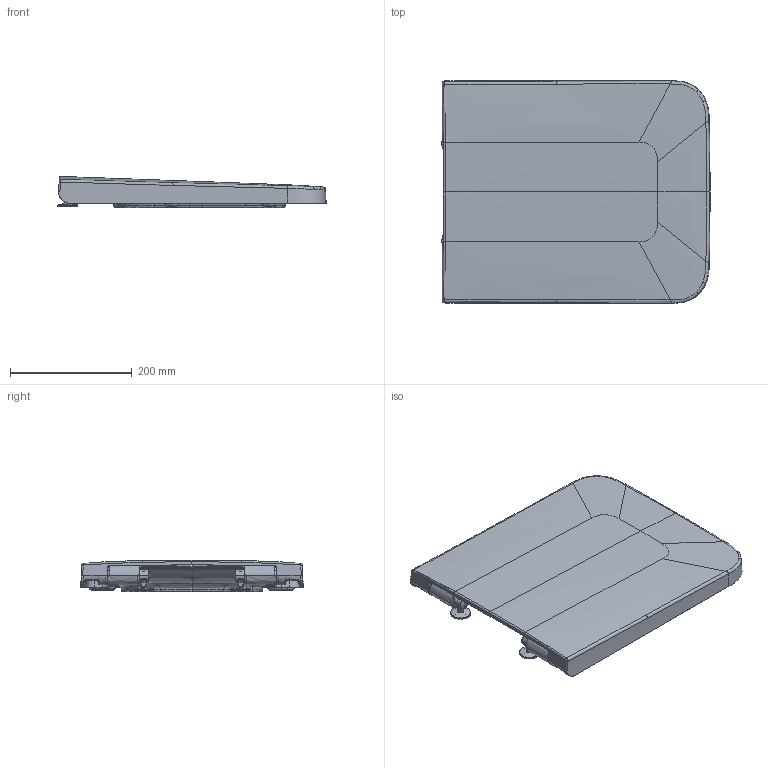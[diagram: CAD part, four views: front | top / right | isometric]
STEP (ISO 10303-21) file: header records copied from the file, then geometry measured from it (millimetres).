
FILE_DESCRIPTION(('3DEXPERIENCE STEP','CAx-IF Rec.Pracs.--- Model Styling and Organization---1.5--- 2016-08-15','CAx-IF Rec.Pracs.---Supplemental Geometry---1.0---2011-11-01','CAx-IF Rec.Pracs.--- Composite Materials ---3.4---2017-06-13','CAx-IF Rec.Pracs.---Tessellated 3D Geometry---1.0---2015-12-17'),'2;1');
FILE_NAME('prd-HG-00134518.stp','2024-04-22T11:26:18+00:00',('none'),('none'),'3DEXPERIENCE Platform3DEXPERIENCE R2023x HotFix 5','3DEXPERIENCE Platform STEP AP242 v2','none');
FILE_SCHEMA(('AP242_MANAGED_MODEL_BASED_3D_ENGINEERING_MIM_LF {1 0 10303 442 1 1 4}'));
Products named in the file (13): P-2_HG_EluPura_Or_Q_WC_Sitz_m_SC_QR; P-2_Cover_Buffer_Hamberger; P-2_WC_Deckel_EluPura_Original_Q; P-2_WC_Sitz_EluPura_Original_Q; P-2_Fixpin_Scharnier_Set_C0102G; P-2_Befestigungs_Set_Hamberger_CER; P-2_Bef_Set_Pin_Hamberger_CER; P-2_Bef_Set_Rosette_Hamberger_CER; P-2_Bef_Set_Dichtung_Hamberger_CER; P-2_Daempfer_Set_RD_1,5Nm_3,25Nm; P-2_Daempfer_D20_R_V05; Verschlusskappe 408385; P-2_Buffer_Hamberger_CEREMEA
Assembly tree (19 placements, depth 4):
  P-2_HG_EluPura_Or_Q_WC_Sitz_m_SC_QR
    P-2_Cover_Buffer_Hamberger  x2
    P-2_WC_Deckel_EluPura_Original_Q
    P-2_WC_Sitz_EluPura_Original_Q
    P-2_Fixpin_Scharnier_Set_C0102G
      P-2_Befestigungs_Set_Hamberger_CER  x2
        P-2_Bef_Set_Pin_Hamberger_CER
        P-2_Bef_Set_Rosette_Hamberger_CER
        P-2_Bef_Set_Dichtung_Hamberger_CER
    P-2_Daempfer_Set_RD_1,5Nm_3,25Nm
      P-2_Daempfer_D20_R_V05  x2
      Verschlusskappe 408385  x2
    P-2_Buffer_Hamberger_CEREMEA  x4
Bounding box: 441.91 x 366.1 x 51.2 mm (x, y, z)
Volume: 1537093.9 mm3; surface area: 635166.9 mm2
Topology: 22 solids, 22 shells, 1272 faces, 3403 edges, 2161 vertices
Faces by surface type: bspline 1024, plane 116, cone 48, cylinder 46, torus 30, sphere 8
Entity records: 69807 total; most frequent: CARTESIAN_POINT 52104, ORIENTED_EDGE 5500, EDGE_CURVE 2750, B_SPLINE_CURVE_WITH_KNOTS 2454, VERTEX_POINT 1760, EDGE_LOOP 1028, ADVANCED_FACE 1018, FACE_OUTER_BOUND 1018
